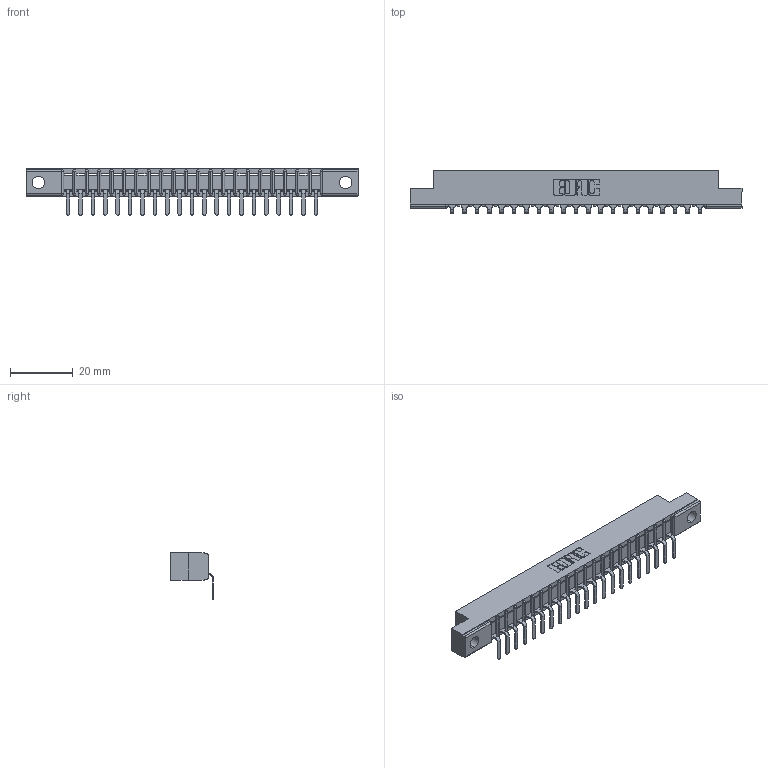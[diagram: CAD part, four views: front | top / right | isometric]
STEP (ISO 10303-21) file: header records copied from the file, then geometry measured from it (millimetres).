
FILE_DESCRIPTION (( 'STEP AP203' ), '1' );
FILE_NAME ('357-021-559-102.STEP', '2022-07-12T22:31:39', ( '' ), ( '' ), 'SwSTEP 2.0', 'SolidWorks 2020', '' );
FILE_SCHEMA (( 'CONFIG_CONTROL_DESIGN' ));
Length unit declared in the file: inch
Products named in the file (3): 307-290-001_558 559 - 1 (Single); 307 Part_.128 Dia Mounting Holes; 357-021-559-102
Assembly tree (22 placements, depth 2):
  357-021-559-102
    307 Part_.128 Dia Mounting Holes
    307-290-001_558 559 - 1 (Single)  x21
Bounding box: 106.22 x 13.7 x 14.81 mm (x, y, z)
Volume: 6632.6 mm3; surface area: 10133.9 mm2
Topology: 22 solids, 22 shells, 1400 faces, 3977 edges, 2562 vertices
Faces by surface type: plane 889, cylinder 467, sphere 44
Entity records: 20698 total; most frequent: CARTESIAN_POINT 3480, ORIENTED_EDGE 3466, DIRECTION 3397, EDGE_CURVE 1733, LINE 1319, VECTOR 1319, VERTEX_POINT 1122, AXIS2_PLACEMENT_3D 1039
